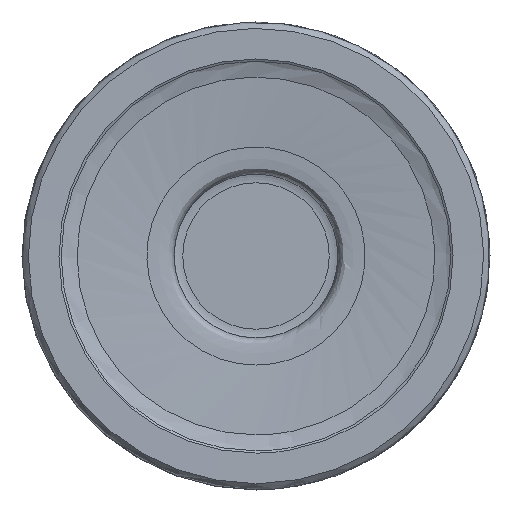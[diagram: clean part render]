
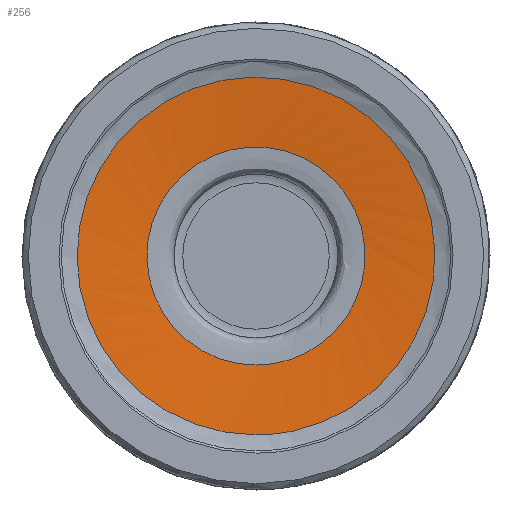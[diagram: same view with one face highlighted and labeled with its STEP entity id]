
A CAD part, left-side view. The second image highlights one B-rep face of the part: STEP entity #256.
In plain terms, the highlighted face is a revolution surface.
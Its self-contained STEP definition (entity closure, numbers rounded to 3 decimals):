
#35=SURFACE_OF_REVOLUTION('',#63,#49);
#49=AXIS1_PLACEMENT('',#970,#701);
#63=B_SPLINE_CURVE_WITH_KNOTS('',3,(#960,#961,#962,#963,#964,#965,#966,
#967,#968,#969),.UNSPECIFIED.,.F.,.F.,(4,3,3,4),(0.,0.261,0.523,
1.),.UNSPECIFIED.);
#256=ADVANCED_FACE('',(#319,#320),#35,.T.);
#319=FACE_BOUND('',#381,.T.);
#320=FACE_BOUND('',#382,.T.);
#381=EDGE_LOOP('',(#443));
#382=EDGE_LOOP('',(#444));
#443=ORIENTED_EDGE('',*,*,#509,.F.);
#444=ORIENTED_EDGE('',*,*,#508,.T.);
#477=VERTEX_POINT('',#931);
#478=VERTEX_POINT('',#959);
#508=EDGE_CURVE('',#477,#477,#539,.T.);
#509=EDGE_CURVE('',#478,#478,#540,.T.);
#539=CIRCLE('',#589,4.204);
#540=CIRCLE('',#590,6.895);
#589=AXIS2_PLACEMENT_3D('',#930,#696,#697);
#590=AXIS2_PLACEMENT_3D('',#958,#699,#700);
#696=DIRECTION('',(1.,0.,0.));
#697=DIRECTION('',(0.,0.,-1.));
#699=DIRECTION('',(1.,0.,0.));
#700=DIRECTION('',(0.,0.,-1.));
#701=DIRECTION('',(1.,0.,0.));
#930=CARTESIAN_POINT('',(0.546,0.,0.));
#931=CARTESIAN_POINT('',(0.546,0.,-4.204));
#958=CARTESIAN_POINT('',(0.296,0.,0.));
#959=CARTESIAN_POINT('',(0.296,0.,-6.895));
#960=CARTESIAN_POINT('',(0.546,-3.964,1.401));
#961=CARTESIAN_POINT('',(0.525,-4.218,1.331));
#962=CARTESIAN_POINT('',(0.502,-4.47,1.261));
#963=CARTESIAN_POINT('',(0.48,-4.724,1.191));
#964=CARTESIAN_POINT('',(0.459,-4.977,1.12));
#965=CARTESIAN_POINT('',(0.437,-5.23,1.05));
#966=CARTESIAN_POINT('',(0.415,-5.483,0.98));
#967=CARTESIAN_POINT('',(0.375,-5.945,0.852));
#968=CARTESIAN_POINT('',(0.333,-6.405,0.724));
#969=CARTESIAN_POINT('',(0.296,-6.87,0.595));
#970=CARTESIAN_POINT('',(30.,0.,0.));
